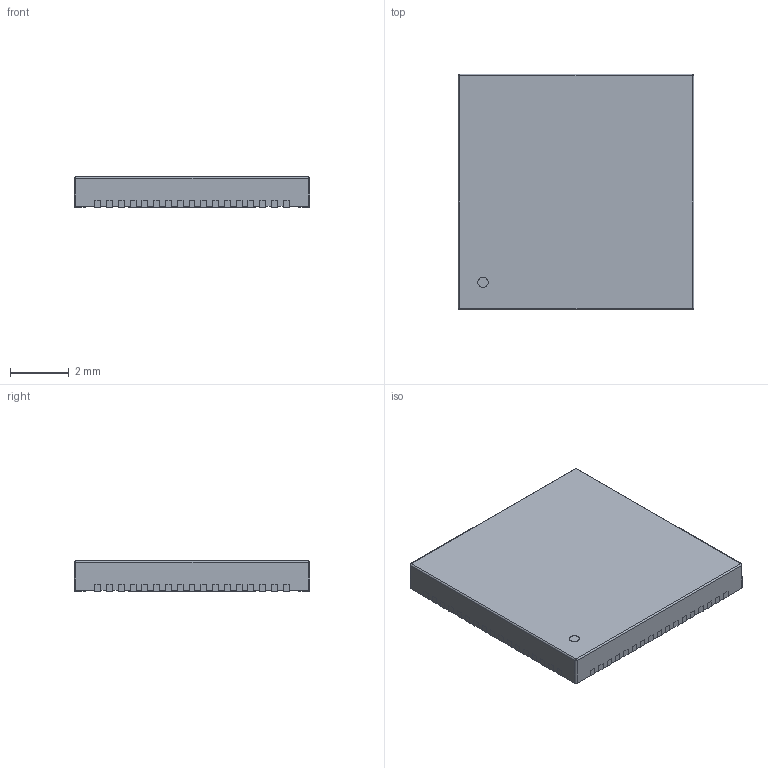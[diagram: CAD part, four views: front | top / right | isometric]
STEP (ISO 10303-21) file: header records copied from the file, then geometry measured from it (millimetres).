
FILE_DESCRIPTION (( 'STEP AP214' ), '1' );
FILE_NAME ('UQFN068V8080.STEP', '2012-04-02T23:43:33', ( 'ROHM' ), ( 'MEDIA' ), 'SwSTEP 2.0', 'SolidWorks 2008', '' );
FILE_SCHEMA (( 'AUTOMOTIVE_DESIGN' ));
Length unit declared in the file: millimetre
Products named in the file (1): UQFN068V8080
Bounding box: 8 x 8 x 1.02 mm (x, y, z)
Volume: 64.5 mm3; surface area: 236.6 mm2
Topology: 70 solids, 70 shells, 748 faces, 1810 edges, 1200 vertices
Faces by surface type: plane 564, cylinder 180, bspline 4
Entity records: 30590 total; most frequent: CARTESIAN_POINT 3815, DIRECTION 3656, ORIENTED_EDGE 3612, EDGE_CURVE 1806, VECTOR 1446, LINE 1446, VERTEX_POINT 1200, AXIS2_PLACEMENT_3D 1105
